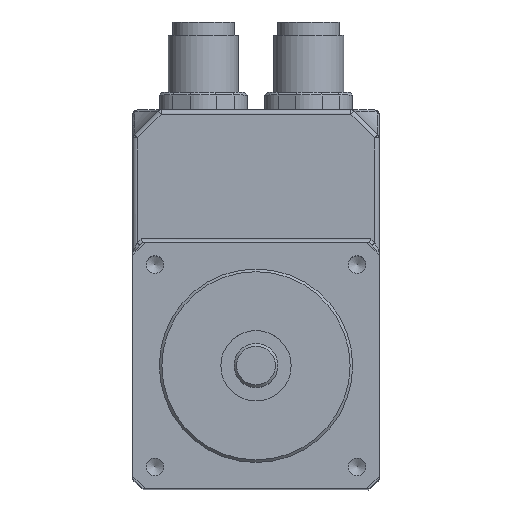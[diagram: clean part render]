
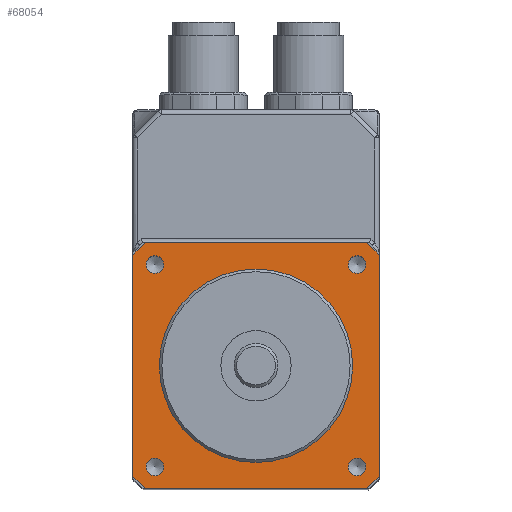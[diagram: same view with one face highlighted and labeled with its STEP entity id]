
A CAD part, top view. The second image highlights one B-rep face of the part: STEP entity #68054.
In plain terms, the highlighted face is planar.
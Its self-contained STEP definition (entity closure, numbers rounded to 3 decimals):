
#724=FACE_BOUND('',#10078,.T.);
#725=FACE_BOUND('',#10079,.T.);
#726=FACE_BOUND('',#10080,.T.);
#727=FACE_BOUND('',#10081,.T.);
#728=FACE_BOUND('',#10082,.T.);
#2288=CIRCLE('',#73024,1.007);
#2289=CIRCLE('',#73025,1.007);
#2292=CIRCLE('',#73030,1.007);
#2293=CIRCLE('',#73031,1.007);
#2296=CIRCLE('',#73036,1.007);
#2297=CIRCLE('',#73037,1.007);
#2300=CIRCLE('',#73042,1.007);
#2301=CIRCLE('',#73043,1.007);
#2304=CIRCLE('',#73048,11.);
#6445=FACE_OUTER_BOUND('',#10077,.T.);
#10077=EDGE_LOOP('',(#59914,#59915,#59916,#59917,#59918,#59919,#59920,#59921));
#10078=EDGE_LOOP('',(#59922,#59923));
#10079=EDGE_LOOP('',(#59924,#59925));
#10080=EDGE_LOOP('',(#59926,#59927));
#10081=EDGE_LOOP('',(#59928,#59929));
#10082=EDGE_LOOP('',(#59930));
#18156=LINE('',#111359,#26280);
#18159=LINE('',#111365,#26283);
#18162=LINE('',#111371,#26286);
#18165=LINE('',#111377,#26289);
#18168=LINE('',#111383,#26292);
#18171=LINE('',#111389,#26295);
#18174=LINE('',#111395,#26298);
#18177=LINE('',#111399,#26301);
#26280=VECTOR('',#89567,10.);
#26283=VECTOR('',#89572,10.);
#26286=VECTOR('',#89577,10.);
#26289=VECTOR('',#89582,10.);
#26292=VECTOR('',#89587,10.);
#26295=VECTOR('',#89592,10.);
#26298=VECTOR('',#89597,10.);
#26301=VECTOR('',#89602,10.);
#32316=VERTEX_POINT('',#111356);
#32317=VERTEX_POINT('',#111358);
#32319=VERTEX_POINT('',#111364);
#32321=VERTEX_POINT('',#111370);
#32323=VERTEX_POINT('',#111376);
#32325=VERTEX_POINT('',#111382);
#32327=VERTEX_POINT('',#111388);
#32329=VERTEX_POINT('',#111394);
#32336=VERTEX_POINT('',#111416);
#32337=VERTEX_POINT('',#111418);
#32341=VERTEX_POINT('',#111429);
#32342=VERTEX_POINT('',#111431);
#32346=VERTEX_POINT('',#111442);
#32347=VERTEX_POINT('',#111444);
#32351=VERTEX_POINT('',#111455);
#32352=VERTEX_POINT('',#111457);
#32355=VERTEX_POINT('',#111467);
#41603=EDGE_CURVE('',#32317,#32316,#18156,.T.);
#41606=EDGE_CURVE('',#32319,#32317,#18159,.T.);
#41609=EDGE_CURVE('',#32321,#32319,#18162,.T.);
#41612=EDGE_CURVE('',#32323,#32321,#18165,.T.);
#41615=EDGE_CURVE('',#32325,#32323,#18168,.T.);
#41618=EDGE_CURVE('',#32327,#32325,#18171,.T.);
#41621=EDGE_CURVE('',#32329,#32327,#18174,.T.);
#41624=EDGE_CURVE('',#32316,#32329,#18177,.T.);
#41633=EDGE_CURVE('',#32337,#32336,#2288,.T.);
#41634=EDGE_CURVE('',#32336,#32337,#2289,.T.);
#41639=EDGE_CURVE('',#32342,#32341,#2292,.T.);
#41640=EDGE_CURVE('',#32341,#32342,#2293,.T.);
#41645=EDGE_CURVE('',#32347,#32346,#2296,.T.);
#41646=EDGE_CURVE('',#32346,#32347,#2297,.T.);
#41651=EDGE_CURVE('',#32352,#32351,#2300,.T.);
#41652=EDGE_CURVE('',#32351,#32352,#2301,.T.);
#41657=EDGE_CURVE('',#32355,#32355,#2304,.T.);
#59914=ORIENTED_EDGE('',*,*,#41615,.T.);
#59915=ORIENTED_EDGE('',*,*,#41612,.T.);
#59916=ORIENTED_EDGE('',*,*,#41609,.T.);
#59917=ORIENTED_EDGE('',*,*,#41606,.T.);
#59918=ORIENTED_EDGE('',*,*,#41603,.T.);
#59919=ORIENTED_EDGE('',*,*,#41624,.T.);
#59920=ORIENTED_EDGE('',*,*,#41621,.T.);
#59921=ORIENTED_EDGE('',*,*,#41618,.T.);
#59922=ORIENTED_EDGE('',*,*,#41633,.T.);
#59923=ORIENTED_EDGE('',*,*,#41634,.T.);
#59924=ORIENTED_EDGE('',*,*,#41639,.T.);
#59925=ORIENTED_EDGE('',*,*,#41640,.T.);
#59926=ORIENTED_EDGE('',*,*,#41645,.T.);
#59927=ORIENTED_EDGE('',*,*,#41646,.T.);
#59928=ORIENTED_EDGE('',*,*,#41651,.T.);
#59929=ORIENTED_EDGE('',*,*,#41652,.T.);
#59930=ORIENTED_EDGE('',*,*,#41657,.T.);
#64755=PLANE('',#73053);
#68054=ADVANCED_FACE('',(#6445,#724,#725,#726,#727,#728),#64755,.T.);
#73024=AXIS2_PLACEMENT_3D('',#111419,#89622,#89623);
#73025=AXIS2_PLACEMENT_3D('',#111420,#89624,#89625);
#73030=AXIS2_PLACEMENT_3D('',#111432,#89636,#89637);
#73031=AXIS2_PLACEMENT_3D('',#111433,#89638,#89639);
#73036=AXIS2_PLACEMENT_3D('',#111445,#89650,#89651);
#73037=AXIS2_PLACEMENT_3D('',#111446,#89652,#89653);
#73042=AXIS2_PLACEMENT_3D('',#111458,#89664,#89665);
#73043=AXIS2_PLACEMENT_3D('',#111459,#89666,#89667);
#73048=AXIS2_PLACEMENT_3D('',#111469,#89678,#89679);
#73053=AXIS2_PLACEMENT_3D('',#111477,#89689,#89690);
#89567=DIRECTION('',(0.,0.,1.));
#89572=DIRECTION('',(0.707,0.,0.707));
#89577=DIRECTION('',(1.,0.,0.));
#89582=DIRECTION('',(0.707,0.,-0.707));
#89587=DIRECTION('',(0.,0.,-1.));
#89592=DIRECTION('',(-0.707,0.,-0.707));
#89597=DIRECTION('',(-1.,0.,0.));
#89602=DIRECTION('',(-0.707,0.,0.707));
#89622=DIRECTION('center_axis',(0.,1.,0.));
#89623=DIRECTION('ref_axis',(1.,0.,0.));
#89624=DIRECTION('center_axis',(0.,1.,0.));
#89625=DIRECTION('ref_axis',(1.,0.,0.));
#89636=DIRECTION('center_axis',(0.,1.,0.));
#89637=DIRECTION('ref_axis',(1.,0.,0.));
#89638=DIRECTION('center_axis',(0.,1.,0.));
#89639=DIRECTION('ref_axis',(1.,0.,0.));
#89650=DIRECTION('center_axis',(0.,1.,0.));
#89651=DIRECTION('ref_axis',(1.,0.,0.));
#89652=DIRECTION('center_axis',(0.,1.,0.));
#89653=DIRECTION('ref_axis',(1.,0.,0.));
#89664=DIRECTION('center_axis',(0.,1.,0.));
#89665=DIRECTION('ref_axis',(1.,0.,0.));
#89666=DIRECTION('center_axis',(0.,1.,0.));
#89667=DIRECTION('ref_axis',(1.,0.,0.));
#89678=DIRECTION('center_axis',(0.,1.,0.));
#89679=DIRECTION('ref_axis',(-1.,0.,0.));
#89689=DIRECTION('center_axis',(0.,-1.,0.));
#89690=DIRECTION('ref_axis',(0.,0.,
-1.));
#111356=CARTESIAN_POINT('',(49.72,-1.268,98.338));
#111358=CARTESIAN_POINT('',(49.72,-1.268,73.162));
#111359=CARTESIAN_POINT('',(49.72,-1.268,82.934));
#111364=CARTESIAN_POINT('',(48.308,-1.268,71.75));
#111365=CARTESIAN_POINT('',(48.661,-1.268,72.103));
#111370=CARTESIAN_POINT('',(23.132,-1.268,71.75));
#111371=CARTESIAN_POINT('',(25.948,-1.268,71.75));
#111376=CARTESIAN_POINT('',(21.72,-1.268,73.162));
#111377=CARTESIAN_POINT('',(18.595,-1.268,76.287));
#111382=CARTESIAN_POINT('',(21.72,-1.268,98.338));
#111383=CARTESIAN_POINT('',(21.72,-1.268,95.521));
#111388=CARTESIAN_POINT('',(23.132,-1.268,99.75));
#111389=CARTESIAN_POINT('',(22.779,-1.268,99.397));
#111394=CARTESIAN_POINT('',(48.308,-1.268,99.75));
#111395=CARTESIAN_POINT('',(38.536,-1.268,99.75));
#111399=CARTESIAN_POINT('',(45.889,-1.268,102.168));
#111416=CARTESIAN_POINT('',(46.213,-1.268,74.25));
#111418=CARTESIAN_POINT('',(48.226,-1.268,74.25));
#111419=CARTESIAN_POINT('Origin',(47.22,-1.268,74.25));
#111420=CARTESIAN_POINT('Origin',(47.22,-1.268,74.25));
#111429=CARTESIAN_POINT('',(23.213,-1.268,97.25));
#111431=CARTESIAN_POINT('',(25.226,-1.268,97.25));
#111432=CARTESIAN_POINT('Origin',(24.22,-1.268,97.25));
#111433=CARTESIAN_POINT('Origin',(24.22,-1.268,97.25));
#111442=CARTESIAN_POINT('',(46.213,-1.268,97.25));
#111444=CARTESIAN_POINT('',(48.226,-1.268,97.25));
#111445=CARTESIAN_POINT('Origin',(47.22,-1.268,97.25));
#111446=CARTESIAN_POINT('Origin',(47.22,-1.268,97.25));
#111455=CARTESIAN_POINT('',(23.213,-1.268,74.25));
#111457=CARTESIAN_POINT('',(25.226,-1.268,74.25));
#111458=CARTESIAN_POINT('Origin',(24.22,-1.268,74.25));
#111459=CARTESIAN_POINT('Origin',(24.22,-1.268,74.25));
#111467=CARTESIAN_POINT('',(46.72,-1.268,85.75));
#111469=CARTESIAN_POINT('Origin',(35.72,-1.268,85.75));
#111477=CARTESIAN_POINT('Origin',(28.765,-1.268,92.705));
